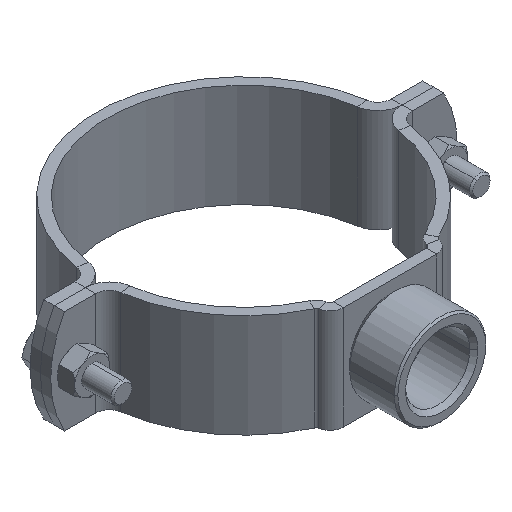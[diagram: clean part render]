
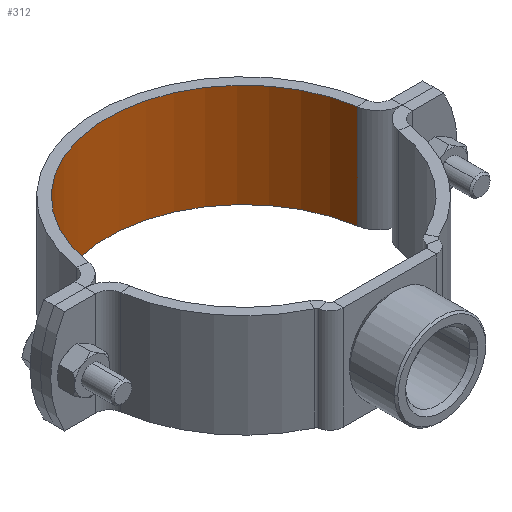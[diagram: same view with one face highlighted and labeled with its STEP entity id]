
A CAD part, isometric view. The second image highlights one B-rep face of the part: STEP entity #312.
In plain terms, the highlighted cylindrical face has radius 39.5 mm (diameter 79 mm), a partial arc.
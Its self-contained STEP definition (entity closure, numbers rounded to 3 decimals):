
#89 = ORIENTED_EDGE ( 'NONE', *, *, #3497, .F. ) ;
#149 = VERTEX_POINT ( 'NONE', #2868 ) ;
#312 = ADVANCED_FACE ( 'NONE', ( #2261 ), #3720, .F. ) ;
#326 = EDGE_CURVE ( 'NONE', #2950, #1326, #4476, .T. ) ;
#387 = AXIS2_PLACEMENT_3D ( 'NONE', #1182, #2661, #4114 ) ;
#422 = CARTESIAN_POINT ( 'NONE',  ( 0., 0., 15. ) ) ;
#661 = LINE ( 'NONE', #2127, #1073 ) ;
#844 = AXIS2_PLACEMENT_3D ( 'NONE', #1069, #2553, #4008 ) ;
#1069 = CARTESIAN_POINT ( 'NONE',  ( 0., 0., -15. ) ) ;
#1073 = VECTOR ( 'NONE', #3591, 1000. ) ;
#1171 = CARTESIAN_POINT ( 'NONE',  ( -39.05, -5.946, 15. ) ) ;
#1182 = CARTESIAN_POINT ( 'NONE',  ( 0., 0., 15. ) ) ;
#1210 = VECTOR ( 'NONE', #2650, 1000. ) ;
#1326 = VERTEX_POINT ( 'NONE', #1816 ) ;
#1541 = VERTEX_POINT ( 'NONE', #1979 ) ;
#1816 = CARTESIAN_POINT ( 'NONE',  ( -39.05, -5.946, -15. ) ) ;
#1893 = DIRECTION ( 'NONE',  ( 0., 0., -1. ) ) ;
#1979 = CARTESIAN_POINT ( 'NONE',  ( 39.05, -5.946, -15. ) ) ;
#2127 = CARTESIAN_POINT ( 'NONE',  ( 39.05, -5.946, 15. ) ) ;
#2261 = FACE_OUTER_BOUND ( 'NONE', #4353, .T. ) ;
#2474 = CIRCLE ( 'NONE', #387, 39.5 ) ;
#2553 = DIRECTION ( 'NONE',  ( 0., 0., 1. ) ) ;
#2650 = DIRECTION ( 'NONE',  ( 0., 0., -1. ) ) ;
#2661 = DIRECTION ( 'NONE',  ( 0., 0., 1. ) ) ;
#2668 = CARTESIAN_POINT ( 'NONE',  ( -39.05, -5.946, 15. ) ) ;
#2868 = CARTESIAN_POINT ( 'NONE',  ( 39.05, -5.946, 15. ) ) ;
#2928 = CIRCLE ( 'NONE', #844, 39.5 ) ;
#2950 = VERTEX_POINT ( 'NONE', #2668 ) ;
#3361 = DIRECTION ( 'NONE',  ( -1., 0., 0. ) ) ;
#3439 = EDGE_CURVE ( 'NONE', #149, #1541, #661, .T. ) ;
#3497 = EDGE_CURVE ( 'NONE', #1326, #1541, #2928, .T. ) ;
#3591 = DIRECTION ( 'NONE',  ( 0., 0., -1. ) ) ;
#3599 = ORIENTED_EDGE ( 'NONE', *, *, #3439, .T. ) ;
#3720 = CYLINDRICAL_SURFACE ( 'NONE', #3891, 39.5 ) ;
#3891 = AXIS2_PLACEMENT_3D ( 'NONE', #422, #1893, #3361 ) ;
#4008 = DIRECTION ( 'NONE',  ( 1., 0., 0. ) ) ;
#4098 = ORIENTED_EDGE ( 'NONE', *, *, #326, .F. ) ;
#4114 = DIRECTION ( 'NONE',  ( 1., 0., 0. ) ) ;
#4160 = EDGE_CURVE ( 'NONE', #2950, #149, #2474, .T. ) ;
#4258 = ORIENTED_EDGE ( 'NONE', *, *, #4160, .T. ) ;
#4353 = EDGE_LOOP ( 'NONE', ( #89, #4098, #4258, #3599 ) ) ;
#4476 = LINE ( 'NONE', #1171, #1210 ) ;
